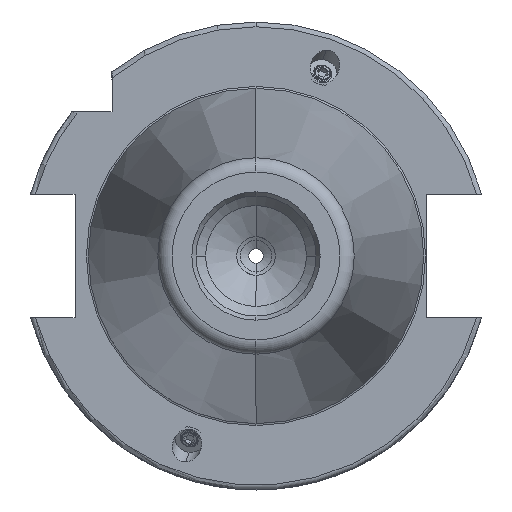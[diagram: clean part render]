
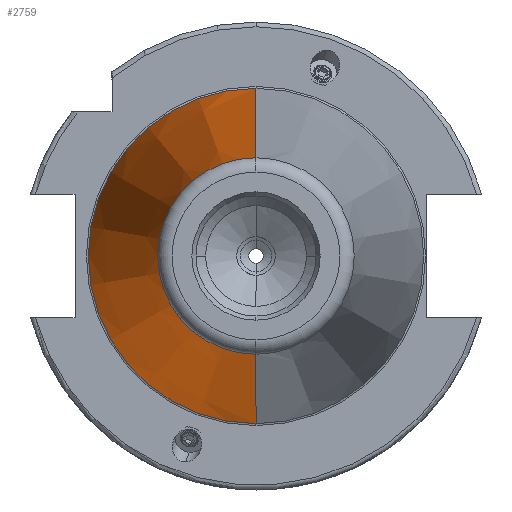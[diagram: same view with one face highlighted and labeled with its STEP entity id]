
A CAD part, left-side view. The second image highlights one B-rep face of the part: STEP entity #2759.
In plain terms, the highlighted conical face has half-angle 8.297 degrees and reference radius 34.925 mm.
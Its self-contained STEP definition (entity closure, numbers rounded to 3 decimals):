
#99 = CARTESIAN_POINT ( 'NONE',  ( -99.183, 0., 0. ) ) ;
#263 = AXIS2_PLACEMENT_3D ( 'NONE', #2361, #3922, #387 ) ;
#306 = CIRCLE ( 'NONE', #412, 20.461 ) ;
#358 = EDGE_LOOP ( 'NONE', ( #2433, #1384, #3868, #3132 ) ) ;
#376 = VERTEX_POINT ( 'NONE', #3238 ) ;
#387 = DIRECTION ( 'NONE',  ( 0., 0., 1. ) ) ;
#412 = AXIS2_PLACEMENT_3D ( 'NONE', #99, #3914, #1563 ) ;
#746 = EDGE_CURVE ( 'NONE', #4369, #1583, #306, .T. ) ;
#1041 = CARTESIAN_POINT ( 'NONE',  ( 0., 0., 34.925 ) ) ;
#1296 = AXIS2_PLACEMENT_3D ( 'NONE', #5381, #1422, #4803 ) ;
#1384 = ORIENTED_EDGE ( 'NONE', *, *, #6120, .T. ) ;
#1422 = DIRECTION ( 'NONE',  ( 1., 0., 0. ) ) ;
#1563 = DIRECTION ( 'NONE',  ( 0., 0., 1. ) ) ;
#1583 = VERTEX_POINT ( 'NONE', #6085 ) ;
#1603 = LINE ( 'NONE', #1041, #4890 ) ;
#2361 = CARTESIAN_POINT ( 'NONE',  ( 0., 0., 0. ) ) ;
#2412 = CARTESIAN_POINT ( 'NONE',  ( -99.183, 0., 20.461 ) ) ;
#2433 = ORIENTED_EDGE ( 'NONE', *, *, #746, .F. ) ;
#2759 = ADVANCED_FACE ( 'NONE', ( #4420 ), #3448, .T. ) ;
#2969 = DIRECTION ( 'NONE',  ( 0.99, 0., 0.144 ) ) ;
#3132 = ORIENTED_EDGE ( 'NONE', *, *, #5849, .F. ) ;
#3146 = VERTEX_POINT ( 'NONE', #3822 ) ;
#3238 = CARTESIAN_POINT ( 'NONE',  ( 0., 0., 34.925 ) ) ;
#3242 = LINE ( 'NONE', #6121, #5918 ) ;
#3448 = CONICAL_SURFACE ( 'NONE', #1296, 34.925, 0.145 ) ;
#3822 = CARTESIAN_POINT ( 'NONE',  ( 0., 0., -34.925 ) ) ;
#3868 = ORIENTED_EDGE ( 'NONE', *, *, #5004, .T. ) ;
#3878 = CIRCLE ( 'NONE', #263, 34.925 ) ;
#3914 = DIRECTION ( 'NONE',  ( -1., 0., 0. ) ) ;
#3922 = DIRECTION ( 'NONE',  ( -1., 0., 0. ) ) ;
#4146 = DIRECTION ( 'NONE',  ( 0.99, 0., -0.144 ) ) ;
#4369 = VERTEX_POINT ( 'NONE', #2412 ) ;
#4420 = FACE_OUTER_BOUND ( 'NONE', #358, .T. ) ;
#4803 = DIRECTION ( 'NONE',  ( 0., 0., -1. ) ) ;
#4890 = VECTOR ( 'NONE', #2969, 1000. ) ;
#5004 = EDGE_CURVE ( 'NONE', #376, #3146, #3878, .T. ) ;
#5381 = CARTESIAN_POINT ( 'NONE',  ( 0., 0., 0. ) ) ;
#5849 = EDGE_CURVE ( 'NONE', #1583, #3146, #3242, .T. ) ;
#5918 = VECTOR ( 'NONE', #4146, 1000. ) ;
#6085 = CARTESIAN_POINT ( 'NONE',  ( -99.183, 0., -20.461 ) ) ;
#6120 = EDGE_CURVE ( 'NONE', #4369, #376, #1603, .T. ) ;
#6121 = CARTESIAN_POINT ( 'NONE',  ( 0., 0., -34.925 ) ) ;
